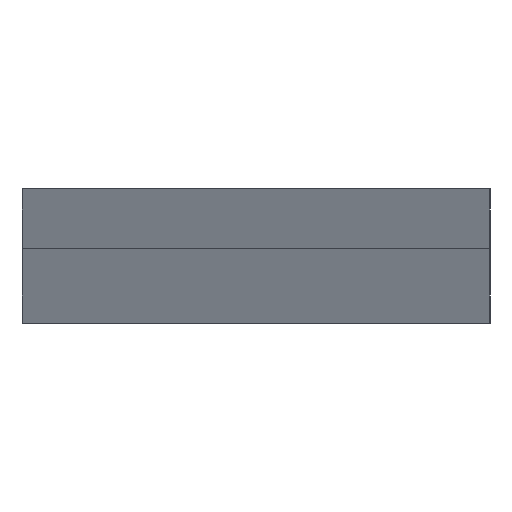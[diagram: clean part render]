
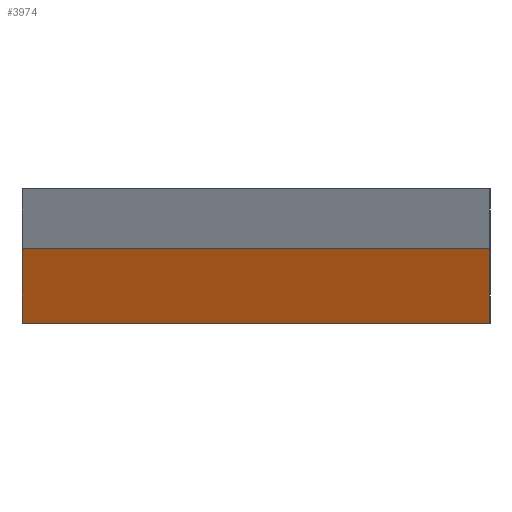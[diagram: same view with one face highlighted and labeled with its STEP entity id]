
A CAD part, left-side view. The second image highlights one B-rep face of the part: STEP entity #3974.
In plain terms, the highlighted planar face has unit normal (-0.866, 0.5, 0).
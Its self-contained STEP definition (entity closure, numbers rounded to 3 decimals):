
#1298=FACE_OUTER_BOUND('',#1696,.T.);
#1696=EDGE_LOOP('',(#3433,#3434,#3435,#3436));
#1738=LINE('',#7514,#1786);
#1746=LINE('',#7529,#1794);
#1747=LINE('',#7531,#1795);
#1748=LINE('',#7532,#1796);
#1786=VECTOR('',#6340,10.);
#1794=VECTOR('',#6352,10.);
#1795=VECTOR('',#6355,10.);
#1796=VECTOR('',#6356,10.);
#2192=VERTEX_POINT('',#7511);
#2193=VERTEX_POINT('',#7513);
#2197=VERTEX_POINT('',#7525);
#2198=VERTEX_POINT('',#7527);
#2606=EDGE_CURVE('',#2192,#2193,#1738,.T.);
#2614=EDGE_CURVE('',#2197,#2198,#1746,.T.);
#2615=EDGE_CURVE('',#2197,#2192,#1747,.T.);
#2616=EDGE_CURVE('',#2193,#2198,#1748,.T.);
#3433=ORIENTED_EDGE('',*,*,#2615,.F.);
#3434=ORIENTED_EDGE('',*,*,#2614,.T.);
#3435=ORIENTED_EDGE('',*,*,#2616,.F.);
#3436=ORIENTED_EDGE('',*,*,#2606,.F.);
#3621=PLANE('',#4862);
#3974=ADVANCED_FACE('',(#1298),#3621,.T.);
#4862=AXIS2_PLACEMENT_3D('',#7530,#6353,#6354);
#6340=DIRECTION('',(0.,0.,-1.));
#6352=DIRECTION('',(0.,0.,-1.));
#6353=DIRECTION('center_axis',(-0.866,0.5,0.));
#6354=DIRECTION('ref_axis',(0.5,0.866,0.));
#6355=DIRECTION('',(-0.5,-0.866,0.));
#6356=DIRECTION('',(0.5,0.866,0.));
#7511=CARTESIAN_POINT('',(-209.603,-263.042,0.));
#7513=CARTESIAN_POINT('',(-209.603,-263.042,-50.));
#7514=CARTESIAN_POINT('',(-209.603,-263.042,0.));
#7525=CARTESIAN_POINT('',(-28.868,50.,0.));
#7527=CARTESIAN_POINT('',(-28.868,50.,-50.));
#7529=CARTESIAN_POINT('',(-28.868,50.,0.));
#7530=CARTESIAN_POINT('Origin',(-209.603,-263.042,0.));
#7531=CARTESIAN_POINT('',(-28.868,50.,0.));
#7532=CARTESIAN_POINT('',(-28.868,50.,-50.));
